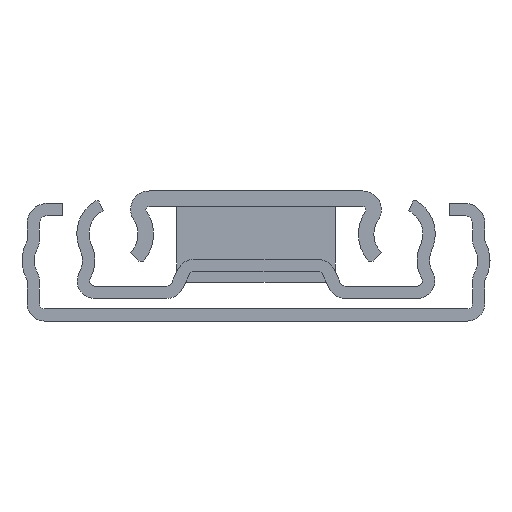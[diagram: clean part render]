
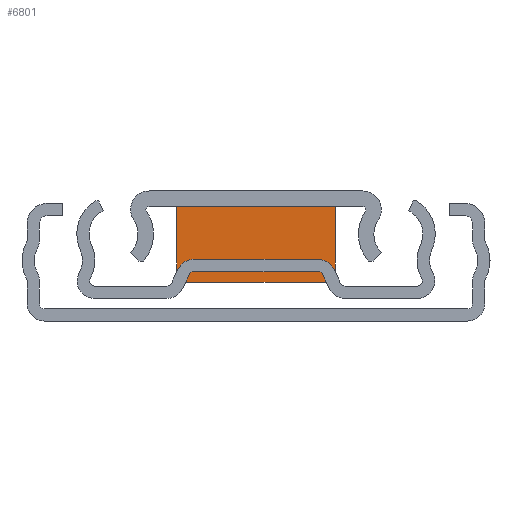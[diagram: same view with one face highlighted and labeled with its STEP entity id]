
A CAD part, left-side view. The second image highlights one B-rep face of the part: STEP entity #6801.
In plain terms, the highlighted planar face has unit normal (-1, 0, 0).
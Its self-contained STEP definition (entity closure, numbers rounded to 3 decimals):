
#265 = CARTESIAN_POINT ( 'NONE',  ( -1.5, 7.75, -8.907 ) ) ;
#582 = VERTEX_POINT ( 'NONE', #8494 ) ;
#811 = VECTOR ( 'NONE', #5065, 1000. ) ;
#1064 = LINE ( 'NONE', #4462, #811 ) ;
#1098 = DIRECTION ( 'NONE',  ( 0., 1., 0. ) ) ;
#1194 = EDGE_CURVE ( 'NONE', #7376, #6753, #8586, .T. ) ;
#1808 = CARTESIAN_POINT ( 'NONE',  ( -1.5, 7.75, -8.907 ) ) ;
#1870 = ORIENTED_EDGE ( 'NONE', *, *, #7312, .T. ) ;
#2232 = DIRECTION ( 'NONE',  ( 0., 0., 1. ) ) ;
#2264 = LINE ( 'NONE', #265, #4003 ) ;
#2533 = DIRECTION ( 'NONE',  ( 0., 1., 0. ) ) ;
#3061 = PLANE ( 'NONE',  #3274 ) ;
#3101 = FACE_OUTER_BOUND ( 'NONE', #3870, .T. ) ;
#3220 = CARTESIAN_POINT ( 'NONE',  ( -1.5, -7.75, -8.907 ) ) ;
#3274 = AXIS2_PLACEMENT_3D ( 'NONE', #5889, #3793, #2533 ) ;
#3645 = VERTEX_POINT ( 'NONE', #5945 ) ;
#3726 = ORIENTED_EDGE ( 'NONE', *, *, #3967, .F. ) ;
#3793 = DIRECTION ( 'NONE',  ( 1., 0., 0. ) ) ;
#3870 = EDGE_LOOP ( 'NONE', ( #1870, #3726, #4421, #6197 ) ) ;
#3967 = EDGE_CURVE ( 'NONE', #6753, #582, #2264, .T. ) ;
#4003 = VECTOR ( 'NONE', #2232, 1000. ) ;
#4219 = LINE ( 'NONE', #6873, #6776 ) ;
#4421 = ORIENTED_EDGE ( 'NONE', *, *, #1194, .F. ) ;
#4462 = CARTESIAN_POINT ( 'NONE',  ( -1.5, -7.75, -8.907 ) ) ;
#4834 = DIRECTION ( 'NONE',  ( 0., 1., 0. ) ) ;
#5065 = DIRECTION ( 'NONE',  ( 0., 0., 1. ) ) ;
#5713 = EDGE_CURVE ( 'NONE', #7376, #3645, #1064, .T. ) ;
#5889 = CARTESIAN_POINT ( 'NONE',  ( -1.5, -7.75, -8.907 ) ) ;
#5945 = CARTESIAN_POINT ( 'NONE',  ( -1.5, -7.75, -1.507 ) ) ;
#6136 = CARTESIAN_POINT ( 'NONE',  ( -1.5, -7.75, -8.907 ) ) ;
#6197 = ORIENTED_EDGE ( 'NONE', *, *, #5713, .T. ) ;
#6268 = VECTOR ( 'NONE', #1098, 1000. ) ;
#6753 = VERTEX_POINT ( 'NONE', #1808 ) ;
#6776 = VECTOR ( 'NONE', #4834, 1000. ) ;
#6801 = ADVANCED_FACE ( 'NONE', ( #3101 ), #3061, .F. ) ;
#6873 = CARTESIAN_POINT ( 'NONE',  ( -1.5, -7.75, -1.507 ) ) ;
#7312 = EDGE_CURVE ( 'NONE', #3645, #582, #4219, .T. ) ;
#7376 = VERTEX_POINT ( 'NONE', #6136 ) ;
#8494 = CARTESIAN_POINT ( 'NONE',  ( -1.5, 7.75, -1.507 ) ) ;
#8586 = LINE ( 'NONE', #3220, #6268 ) ;
